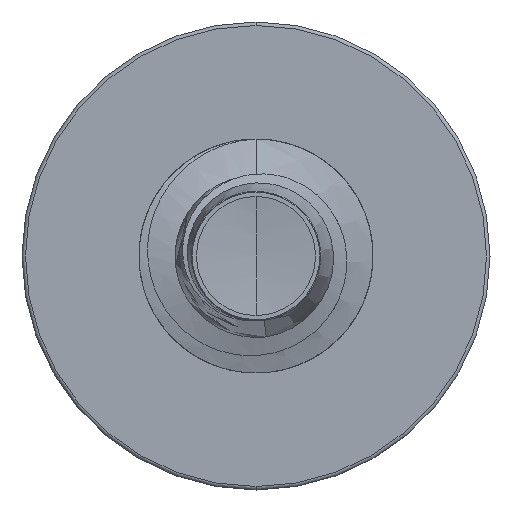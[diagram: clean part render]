
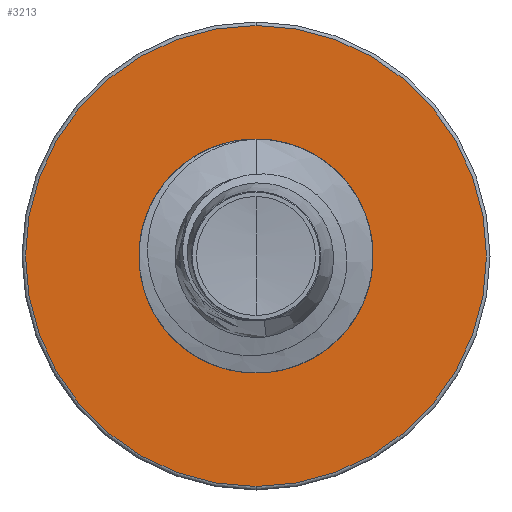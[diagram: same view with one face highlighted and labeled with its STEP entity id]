
A CAD part, front view. The second image highlights one B-rep face of the part: STEP entity #3213.
In plain terms, the highlighted planar face has unit normal (0, -1, 0).
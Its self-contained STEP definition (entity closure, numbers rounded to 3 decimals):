
#31 = FACE_OUTER_BOUND ( 'NONE', #9940, .T. ) ;
#40 = DIRECTION ( 'NONE',  ( 0., 0., 1. ) ) ;
#57 = DIRECTION ( 'NONE',  ( 0., 1., 0. ) ) ;
#61 = CARTESIAN_POINT ( 'NONE',  ( 0., 6., 0. ) ) ;
#191 = FACE_BOUND ( 'NONE', #5044, .T. ) ;
#957 = VERTEX_POINT ( 'NONE', #9472 ) ;
#1211 = CIRCLE ( 'NONE', #8710, 0.693 ) ;
#1260 = AXIS2_PLACEMENT_3D ( 'NONE', #61, #57, #40 ) ;
#2011 = AXIS2_PLACEMENT_3D ( 'NONE', #6138, #6134, #6112 ) ;
#2457 = VERTEX_POINT ( 'NONE', #9006 ) ;
#2837 = CIRCLE ( 'NONE', #2011, 1.379 ) ;
#2868 = DIRECTION ( 'NONE',  ( 0., 1., 0. ) ) ;
#3213 = ADVANCED_FACE ( 'NONE', ( #31, #191 ), #13529, .F. ) ;
#3398 = AXIS2_PLACEMENT_3D ( 'NONE', #11160, #10897, #15272 ) ;
#3506 = DIRECTION ( 'NONE',  ( 0., 0., 1. ) ) ;
#3530 = DIRECTION ( 'NONE',  ( 0., 1., 0. ) ) ;
#3545 = CARTESIAN_POINT ( 'NONE',  ( 0., 6., 0. ) ) ;
#4433 = ORIENTED_EDGE ( 'NONE', *, *, #15000, .F. ) ;
#4618 = CIRCLE ( 'NONE', #1260, 0.693 ) ;
#5044 = EDGE_LOOP ( 'NONE', ( #8658, #5170 ) ) ;
#5170 = ORIENTED_EDGE ( 'NONE', *, *, #8759, .T. ) ;
#5460 = EDGE_CURVE ( 'NONE', #2457, #6283, #4618, .T. ) ;
#6112 = DIRECTION ( 'NONE',  ( 0., 0., 1. ) ) ;
#6134 = DIRECTION ( 'NONE',  ( 0., 1., 0. ) ) ;
#6138 = CARTESIAN_POINT ( 'NONE',  ( 0., 6., 0. ) ) ;
#6164 = CIRCLE ( 'NONE', #13160, 1.379 ) ;
#6283 = VERTEX_POINT ( 'NONE', #12327 ) ;
#6889 = VERTEX_POINT ( 'NONE', #10982 ) ;
#7992 = EDGE_CURVE ( 'NONE', #957, #6889, #2837, .T. ) ;
#8658 = ORIENTED_EDGE ( 'NONE', *, *, #5460, .T. ) ;
#8710 = AXIS2_PLACEMENT_3D ( 'NONE', #3545, #3530, #3506 ) ;
#8759 = EDGE_CURVE ( 'NONE', #6283, #2457, #1211, .T. ) ;
#8960 = ORIENTED_EDGE ( 'NONE', *, *, #7992, .F. ) ;
#9006 = CARTESIAN_POINT ( 'NONE',  ( 0., 6., 0.693 ) ) ;
#9472 = CARTESIAN_POINT ( 'NONE',  ( 0., 6., -1.379 ) ) ;
#9940 = EDGE_LOOP ( 'NONE', ( #4433, #8960 ) ) ;
#10273 = CARTESIAN_POINT ( 'NONE',  ( 0., 6., 0. ) ) ;
#10897 = DIRECTION ( 'NONE',  ( 0., 1., 0. ) ) ;
#10982 = CARTESIAN_POINT ( 'NONE',  ( 0., 6., 1.379 ) ) ;
#11160 = CARTESIAN_POINT ( 'NONE',  ( 0., 6., -0.693 ) ) ;
#11460 = DIRECTION ( 'NONE',  ( 0., 0., 1. ) ) ;
#12327 = CARTESIAN_POINT ( 'NONE',  ( 0., 6., -0.693 ) ) ;
#13160 = AXIS2_PLACEMENT_3D ( 'NONE', #10273, #2868, #11460 ) ;
#13529 = PLANE ( 'NONE',  #3398 ) ;
#15000 = EDGE_CURVE ( 'NONE', #6889, #957, #6164, .T. ) ;
#15272 = DIRECTION ( 'NONE',  ( 0., 0., 1. ) ) ;
